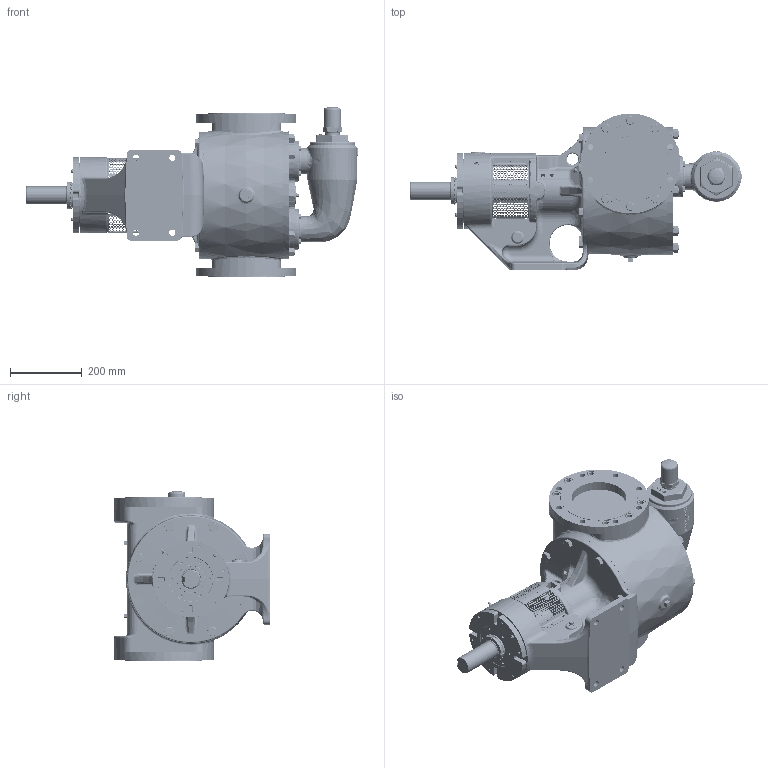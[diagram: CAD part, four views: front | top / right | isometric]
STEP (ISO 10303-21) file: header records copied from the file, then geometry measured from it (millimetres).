
FILE_DESCRIPTION (( 'STEP AP214' ), '1' );
FILE_NAME ('QV-2207.STEP', '2024-02-12T17:58:02', ( '' ), ( '' ), 'SwSTEP 2.0', 'SolidWorks 2022', '' );
FILE_SCHEMA (( 'AUTOMOTIVE_DESIGN' ));
Length unit declared in the file: inch
Products named in the file (1): QV-2207
Bounding box: 928.18 x 438.15 x 475.45 mm (x, y, z)
Volume: 46003557.5 mm3; surface area: 1583408.9 mm2
Topology: 1 solids, 1 shells, 8308 faces, 22918 edges, 14833 vertices
Faces by surface type: bspline 3841, plane 2947, cylinder 749, cone 580, torus 132, sphere 59
Entity records: 425434 total; most frequent: CARTESIAN_POINT 188831, ORIENTED_EDGE 45602, DIRECTION 27979, EDGE_CURVE 22801, VERTEX_POINT 14830, EDGE_LOOP 9969, AXIS2_PLACEMENT_3D 9674, B_SPLINE_CURVE_WITH_KNOTS 8684
